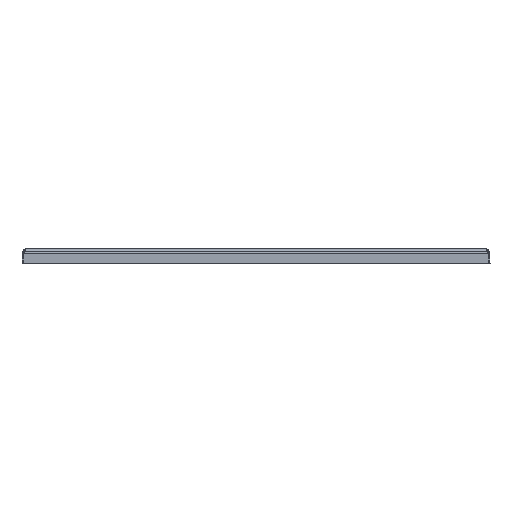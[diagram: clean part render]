
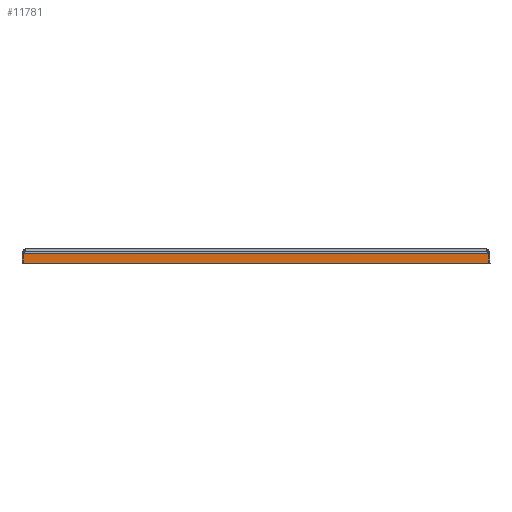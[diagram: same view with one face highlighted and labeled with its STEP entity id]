
A CAD part, front view. The second image highlights one B-rep face of the part: STEP entity #11781.
In plain terms, the highlighted planar face has unit normal (0, -1, 0).
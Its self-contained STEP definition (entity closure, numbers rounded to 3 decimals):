
#11754=AXIS2_PLACEMENT_3D('Plane Axis2P3D',#11751,#11752,#11753) ;
#7658=CARTESIAN_POINT('Vertex',(0.,0.,8.)) ;
#7661=CARTESIAN_POINT('Line Origine',(194.5,0.,8.)) ;
#7665=CARTESIAN_POINT('Vertex',(389.,0.,8.)) ;
#11751=CARTESIAN_POINT('Axis2P3D Location',(192.5,0.,10.5)) ;
#11756=CARTESIAN_POINT('Line Origine',(194.5,0.,0.)) ;
#11760=CARTESIAN_POINT('Vertex',(0.,0.,0.)) ;
#11762=CARTESIAN_POINT('Vertex',(389.,0.,0.)) ;
#11765=CARTESIAN_POINT('Line Origine',(389.,0.,4.)) ;
#11770=CARTESIAN_POINT('Line Origine',(0.,0.,4.)) ;
#7662=DIRECTION('Vector Direction',(1.,0.,0.)) ;
#11752=DIRECTION('Axis2P3D Direction',(0.,-1.,0.)) ;
#11753=DIRECTION('Axis2P3D XDirection',(-1.,0.,0.)) ;
#11757=DIRECTION('Vector Direction',(1.,0.,0.)) ;
#11766=DIRECTION('Vector Direction',(0.,0.,1.)) ;
#11771=DIRECTION('Vector Direction',(0.,0.,-1.)) ;
#7663=VECTOR('Line Direction',#7662,1.) ;
#11758=VECTOR('Line Direction',#11757,1.) ;
#11767=VECTOR('Line Direction',#11766,1.) ;
#11772=VECTOR('Line Direction',#11771,1.) ;
#11776=ORIENTED_EDGE('',*,*,#11764,.T.) ;
#11777=ORIENTED_EDGE('',*,*,#11769,.T.) ;
#11778=ORIENTED_EDGE('',*,*,#7667,.F.) ;
#11779=ORIENTED_EDGE('',*,*,#11774,.T.) ;
#11781=ADVANCED_FACE('Koerper.2',(#11780),#11755,.T.) ;
#7667=EDGE_CURVE('',#7659,#7666,#7664,.T.) ;
#11764=EDGE_CURVE('',#11761,#11763,#11759,.T.) ;
#11769=EDGE_CURVE('',#11763,#7666,#11768,.T.) ;
#11774=EDGE_CURVE('',#7659,#11761,#11773,.T.) ;
#11775=EDGE_LOOP('',(#11776,#11777,#11778,#11779)) ;
#11780=FACE_OUTER_BOUND('',#11775,.T.) ;
#7664=LINE('Line',#7661,#7663) ;
#11759=LINE('Line',#11756,#11758) ;
#11768=LINE('Line',#11765,#11767) ;
#11773=LINE('Line',#11770,#11772) ;
#11755=PLANE('',#11754) ;
#7659=VERTEX_POINT('',#7658) ;
#7666=VERTEX_POINT('',#7665) ;
#11761=VERTEX_POINT('',#11760) ;
#11763=VERTEX_POINT('',#11762) ;
